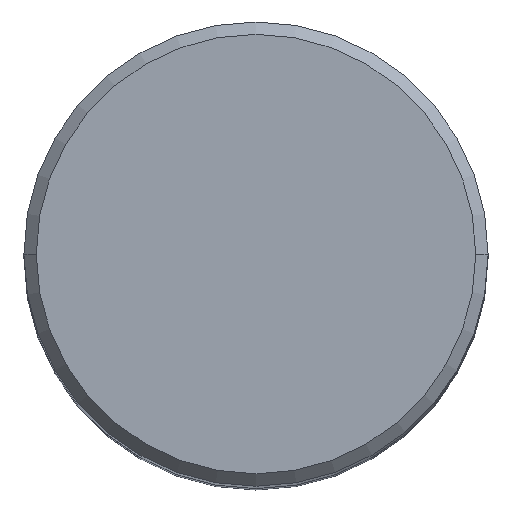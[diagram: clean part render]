
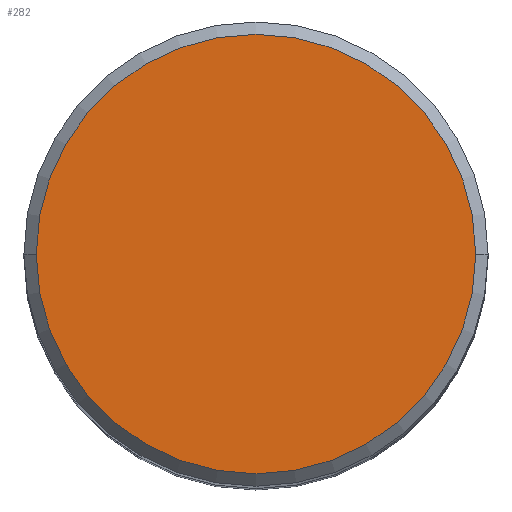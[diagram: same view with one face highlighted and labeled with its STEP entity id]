
A CAD part, top view. The second image highlights one B-rep face of the part: STEP entity #282.
In plain terms, the highlighted planar face has unit normal (0, 0, 1).
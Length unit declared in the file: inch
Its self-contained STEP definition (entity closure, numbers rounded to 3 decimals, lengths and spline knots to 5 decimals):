
#16 = CARTESIAN_POINT ( 'NONE',  ( 0., 0., 0. ) ) ;
#31 = EDGE_LOOP ( 'NONE', ( #319, #399 ) ) ;
#36 = CARTESIAN_POINT ( 'NONE',  ( 0., 0., 0. ) ) ;
#94 = DIRECTION ( 'NONE',  ( 1., 0., 0. ) ) ;
#102 = CIRCLE ( 'NONE', #446, 0.355 ) ;
#131 = PLANE ( 'NONE',  #243 ) ;
#176 = DIRECTION ( 'NONE',  ( -1., 0., 0. ) ) ;
#181 = FACE_OUTER_BOUND ( 'NONE', #31, .T. ) ;
#243 = AXIS2_PLACEMENT_3D ( 'NONE', #347, #479, #176 ) ;
#258 = CARTESIAN_POINT ( 'NONE',  ( -0.355, 0., 0. ) ) ;
#274 = EDGE_CURVE ( 'NONE', #358, #275, #102, .T. ) ;
#275 = VERTEX_POINT ( 'NONE', #258 ) ;
#282 = ADVANCED_FACE ( 'NONE', ( #181 ), #131, .F. ) ;
#296 = DIRECTION ( 'NONE',  ( 0., 0., 1. ) ) ;
#312 = DIRECTION ( 'NONE',  ( 1., 0., 0. ) ) ;
#319 = ORIENTED_EDGE ( 'NONE', *, *, #484, .T. ) ;
#342 = CARTESIAN_POINT ( 'NONE',  ( 0.355, 0., 0. ) ) ;
#347 = CARTESIAN_POINT ( 'NONE',  ( 0., 0.355, 0. ) ) ;
#358 = VERTEX_POINT ( 'NONE', #342 ) ;
#383 = AXIS2_PLACEMENT_3D ( 'NONE', #16, #450, #312 ) ;
#399 = ORIENTED_EDGE ( 'NONE', *, *, #274, .T. ) ;
#446 = AXIS2_PLACEMENT_3D ( 'NONE', #36, #296, #94 ) ;
#450 = DIRECTION ( 'NONE',  ( 0., 0., 1. ) ) ;
#479 = DIRECTION ( 'NONE',  ( 0., 0., -1. ) ) ;
#482 = CIRCLE ( 'NONE', #383, 0.355 ) ;
#484 = EDGE_CURVE ( 'NONE', #275, #358, #482, .T. ) ;
